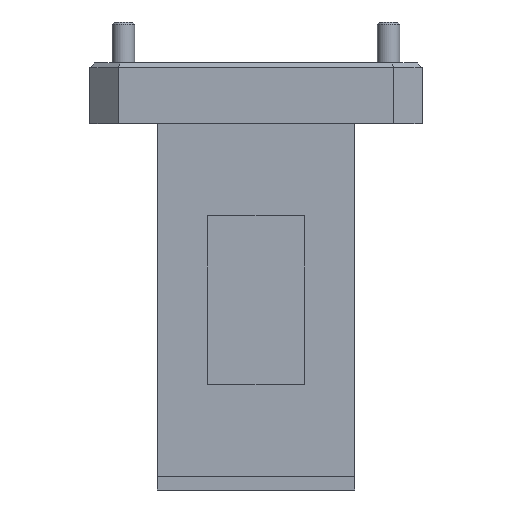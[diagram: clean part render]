
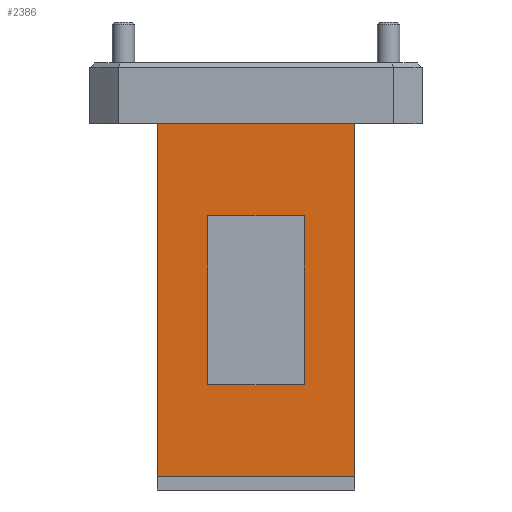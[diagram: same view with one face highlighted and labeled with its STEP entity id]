
A CAD part, front view. The second image highlights one B-rep face of the part: STEP entity #2386.
In plain terms, the highlighted planar face has unit normal (0, -1, 0).
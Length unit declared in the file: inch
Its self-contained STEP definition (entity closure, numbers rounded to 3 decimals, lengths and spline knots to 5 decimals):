
#48 = DIRECTION ( 'NONE',  ( 0., 0., -1. ) ) ;
#311 = DIRECTION ( 'NONE',  ( -1., 0., 0. ) ) ;
#467 = ORIENTED_EDGE ( 'NONE', *, *, #10818, .F. ) ;
#1177 = CARTESIAN_POINT ( 'NONE',  ( -0.2, -0.21043, -1.33431 ) ) ;
#1577 = CARTESIAN_POINT ( 'NONE',  ( 0.41004, -0.21043, -0.25197 ) ) ;
#1653 = VERTEX_POINT ( 'NONE', #1577 ) ;
#2342 = PLANE ( 'NONE',  #9433 ) ;
#2386 = ADVANCED_FACE ( 'NONE', ( #17682, #16977 ), #2342, .F. ) ;
#2418 = CARTESIAN_POINT ( 'NONE',  ( 0.41004, -0.21043, -1.71665 ) ) ;
#2422 = VERTEX_POINT ( 'NONE', #5469 ) ;
#2504 = CARTESIAN_POINT ( 'NONE',  ( 0.41004, -0.21043, -0.25197 ) ) ;
#2527 = LINE ( 'NONE', #13475, #9309 ) ;
#3180 = LINE ( 'NONE', #2504, #4647 ) ;
#3268 = EDGE_CURVE ( 'NONE', #1653, #7517, #3180, .T. ) ;
#3907 = VERTEX_POINT ( 'NONE', #2418 ) ;
#4430 = LINE ( 'NONE', #5389, #12639 ) ;
#4647 = VECTOR ( 'NONE', #16476, 39.37008 ) ;
#5053 = DIRECTION ( 'NONE',  ( -1., 0., 0. ) ) ;
#5389 = CARTESIAN_POINT ( 'NONE',  ( -0.41004, -0.21043, -1.77165 ) ) ;
#5469 = CARTESIAN_POINT ( 'NONE',  ( 0.2, -0.21043, -0.63431 ) ) ;
#5520 = EDGE_LOOP ( 'NONE', ( #5535, #467, #7688, #7627 ) ) ;
#5535 = ORIENTED_EDGE ( 'NONE', *, *, #8682, .F. ) ;
#5591 = EDGE_CURVE ( 'NONE', #18006, #11524, #15911, .T. ) ;
#6241 = VECTOR ( 'NONE', #12097, 39.37008 ) ;
#6517 = VECTOR ( 'NONE', #19695, 39.37008 ) ;
#6579 = EDGE_CURVE ( 'NONE', #3907, #1653, #13238, .T. ) ;
#7289 = LINE ( 'NONE', #15479, #19857 ) ;
#7348 = CARTESIAN_POINT ( 'NONE',  ( 0.41004, -0.21043, -1.77165 ) ) ;
#7517 = VERTEX_POINT ( 'NONE', #8603 ) ;
#7627 = ORIENTED_EDGE ( 'NONE', *, *, #19320, .F. ) ;
#7664 = CARTESIAN_POINT ( 'NONE',  ( -0.41004, -0.21043, -1.71665 ) ) ;
#7688 = ORIENTED_EDGE ( 'NONE', *, *, #5591, .F. ) ;
#8603 = CARTESIAN_POINT ( 'NONE',  ( -0.41004, -0.21043, -0.25197 ) ) ;
#8682 = EDGE_CURVE ( 'NONE', #14435, #2422, #17313, .T. ) ;
#9121 = CARTESIAN_POINT ( 'NONE',  ( 0.2, -0.21043, -1.33431 ) ) ;
#9309 = VECTOR ( 'NONE', #10438, 39.37008 ) ;
#9421 = ORIENTED_EDGE ( 'NONE', *, *, #6579, .T. ) ;
#9433 = AXIS2_PLACEMENT_3D ( 'NONE', #16448, #13148, #11727 ) ;
#9436 = ORIENTED_EDGE ( 'NONE', *, *, #3268, .T. ) ;
#9766 = LINE ( 'NONE', #14145, #18953 ) ;
#9878 = VECTOR ( 'NONE', #48, 39.37008 ) ;
#10438 = DIRECTION ( 'NONE',  ( 1., 0., 0. ) ) ;
#10523 = VERTEX_POINT ( 'NONE', #7664 ) ;
#10818 = EDGE_CURVE ( 'NONE', #11524, #14435, #2527, .T. ) ;
#11076 = CARTESIAN_POINT ( 'NONE',  ( -0.2, -0.21043, -1.33431 ) ) ;
#11185 = CARTESIAN_POINT ( 'NONE',  ( -0.2, -0.21043, -0.63431 ) ) ;
#11524 = VERTEX_POINT ( 'NONE', #11076 ) ;
#11727 = DIRECTION ( 'NONE',  ( 0., 0., 1. ) ) ;
#12097 = DIRECTION ( 'NONE',  ( 0., 0., 1. ) ) ;
#12639 = VECTOR ( 'NONE', #19143, 39.37008 ) ;
#13133 = EDGE_LOOP ( 'NONE', ( #13223, #9421, #9436, #16754 ) ) ;
#13148 = DIRECTION ( 'NONE',  ( 0., 1., 0. ) ) ;
#13223 = ORIENTED_EDGE ( 'NONE', *, *, #15564, .F. ) ;
#13238 = LINE ( 'NONE', #7348, #6517 ) ;
#13475 = CARTESIAN_POINT ( 'NONE',  ( -0.2, -0.21043, -1.33431 ) ) ;
#13854 = EDGE_CURVE ( 'NONE', #10523, #7517, #4430, .T. ) ;
#14145 = CARTESIAN_POINT ( 'NONE',  ( 0.41004, -0.21043, -1.71665 ) ) ;
#14435 = VERTEX_POINT ( 'NONE', #17761 ) ;
#15479 = CARTESIAN_POINT ( 'NONE',  ( -0.2, -0.21043, -0.63431 ) ) ;
#15564 = EDGE_CURVE ( 'NONE', #3907, #10523, #9766, .T. ) ;
#15911 = LINE ( 'NONE', #1177, #9878 ) ;
#16448 = CARTESIAN_POINT ( 'NONE',  ( 0.41004, -0.21043, -1.77165 ) ) ;
#16476 = DIRECTION ( 'NONE',  ( -1., 0., 0. ) ) ;
#16754 = ORIENTED_EDGE ( 'NONE', *, *, #13854, .F. ) ;
#16977 = FACE_BOUND ( 'NONE', #5520, .T. ) ;
#17313 = LINE ( 'NONE', #9121, #6241 ) ;
#17682 = FACE_OUTER_BOUND ( 'NONE', #13133, .T. ) ;
#17761 = CARTESIAN_POINT ( 'NONE',  ( 0.2, -0.21043, -1.33431 ) ) ;
#18006 = VERTEX_POINT ( 'NONE', #11185 ) ;
#18953 = VECTOR ( 'NONE', #5053, 39.37008 ) ;
#19143 = DIRECTION ( 'NONE',  ( 0., 0., 1. ) ) ;
#19320 = EDGE_CURVE ( 'NONE', #2422, #18006, #7289, .T. ) ;
#19695 = DIRECTION ( 'NONE',  ( 0., 0., 1. ) ) ;
#19857 = VECTOR ( 'NONE', #311, 39.37008 ) ;
